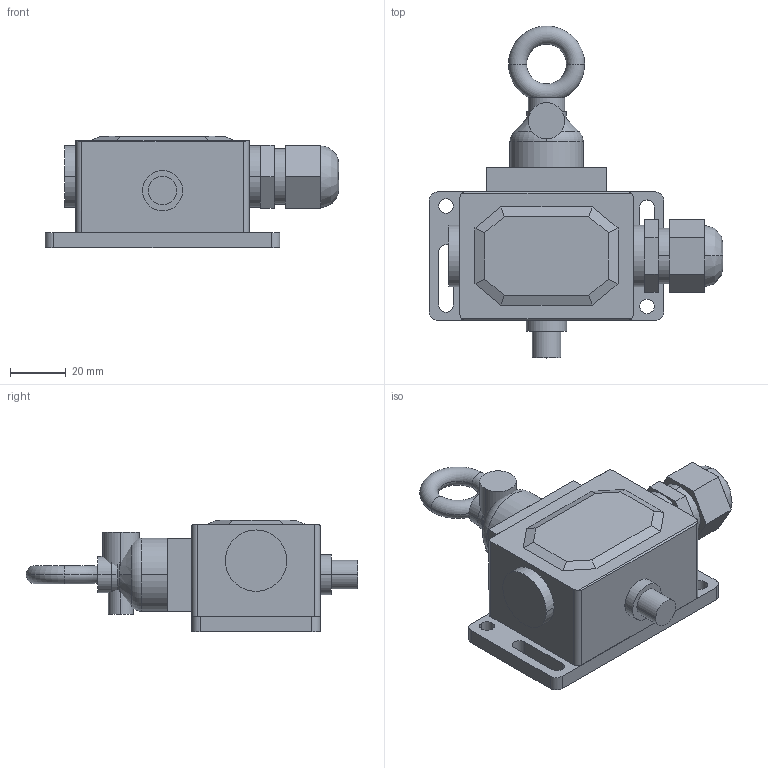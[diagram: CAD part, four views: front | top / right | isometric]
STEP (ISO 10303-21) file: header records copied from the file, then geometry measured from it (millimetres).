
FILE_DESCRIPTION((''),'2;1');
FILE_NAME('3d_PLN131311.stp','2012-10-03T08:29:05',(''),(''),'Mechanical Desktop 2011','Mechanical Desktop 2011',', , ');
FILE_SCHEMA(('CONFIG_CONTROL_DESIGN'));
Length unit declared in the file: millimetre
Products named in the file (1): Product
Bounding box: 105.1 x 118.88 x 40 mm (x, y, z)
Volume: 156203.7 mm3; surface area: 42585.8 mm2
Topology: 16 solids, 16 shells, 119 faces, 270 edges, 185 vertices
Faces by surface type: plane 69, cylinder 38, torus 6, bspline 4, cone 2
Entity records: 3672 total; most frequent: CARTESIAN_POINT 812, DIRECTION 612, ORIENTED_EDGE 528, EDGE_CURVE 264, AXIS2_PLACEMENT_3D 229, VERTEX_POINT 175, VECTOR 154, LINE 154
